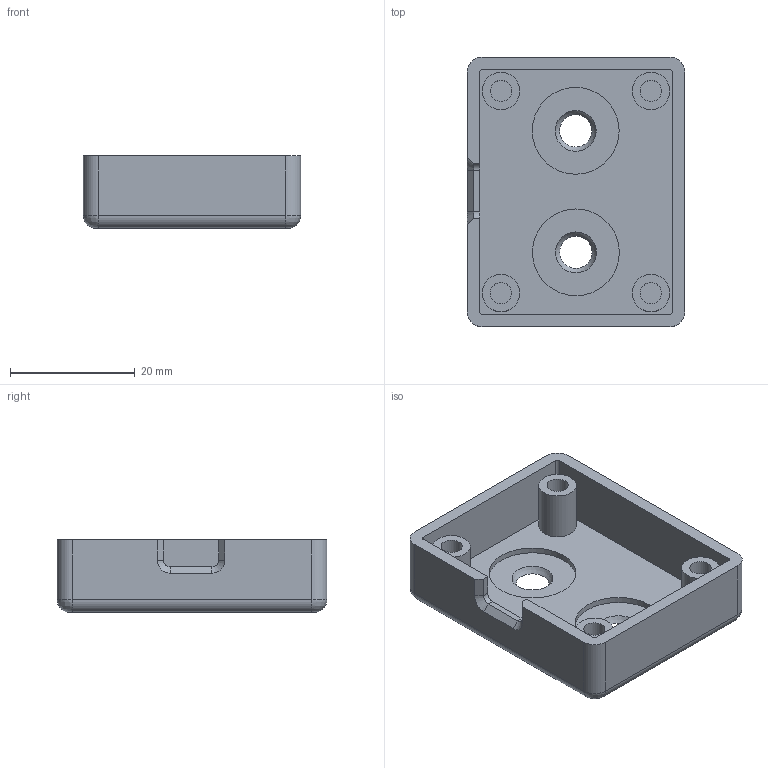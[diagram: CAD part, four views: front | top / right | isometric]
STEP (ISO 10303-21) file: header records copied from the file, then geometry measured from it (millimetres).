
FILE_DESCRIPTION(('FreeCAD Model'),'2;1');
FILE_NAME('Open CASCADE Shape Model','2025-07-24T17:28:24',(''),(''), 'Open CASCADE STEP processor 7.8','FreeCAD','Unknown');
FILE_SCHEMA(('AUTOMOTIVE_DESIGN { 1 0 10303 214 1 1 1 1 }'));
Length unit declared in the file: millimetre
Products named in the file (4): top-stick-print; top-stick; stick-recess; top
Assembly tree (4 placements, depth 3):
  top-stick-print
    top-stick
      stick-recess  x2
      top
Bounding box: 34.8 x 43.2 x 11.6 mm (x, y, z)
Volume: 5840.5 mm3; surface area: 7047.3 mm2
Topology: 3 solids, 3 shells, 63 faces, 135 edges, 86 vertices
Faces by surface type: plane 29, cylinder 26, revolution 4, sphere 2, cone 2
Full cylindrical faces by diameter (mm): 3.4 x4, 6 x4, 13.9 x2, 14 x2
Entity records: 1782 total; most frequent: CARTESIAN_POINT 323, DIRECTION 312, ORIENTED_EDGE 258, EDGE_CURVE 129, AXIS2_PLACEMENT_3D 119, VERTEX_POINT 82, FACE_BOUND 73, EDGE_LOOP 73
